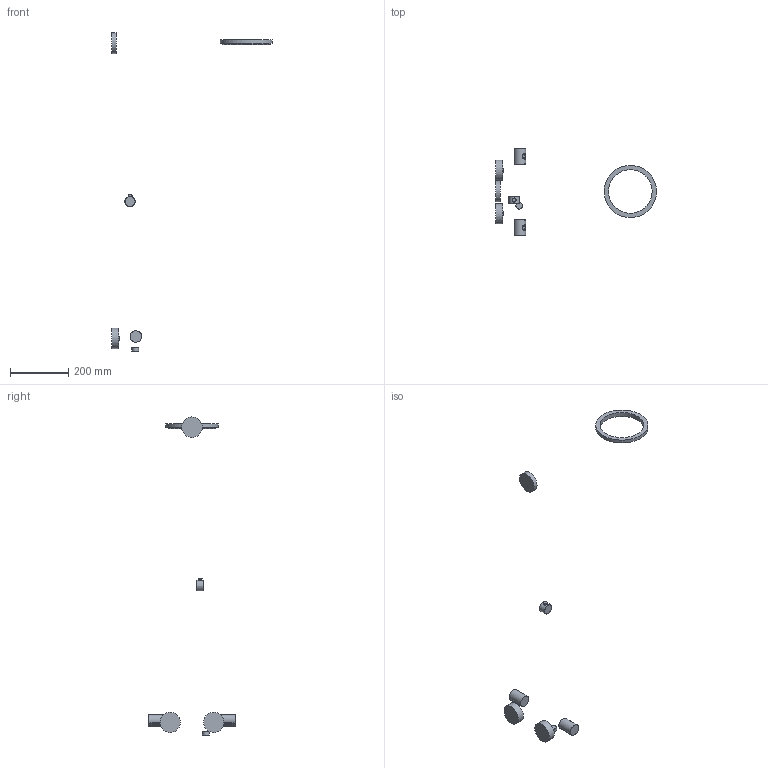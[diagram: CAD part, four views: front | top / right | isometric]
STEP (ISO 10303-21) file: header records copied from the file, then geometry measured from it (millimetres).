
FILE_DESCRIPTION(/* description */ ('Unknown'),/* implementation_level */ '2;1');
FILE_NAME(/* name */ '27296001',/* time_stamp */ '2022-08-26T14:37:43+02:00',/* author */ ('Unknown'),/* organization */ ('GROHE AG'),/* preprocessor_version */ 'ST-DEVELOPER v16.7',/* originating_system */ 'DEX',/* authorisation */ $);
FILE_SCHEMA (('AUTOMOTIVE_DESIGN {1 0 10303 214 3 1 1}'));
Length unit declared in the file: millimetre
Products named in the file (14): 27296001; 27296001_0; 27296001_1; 27296001_2; 081107 GTM1000C Handles Update02; 081107 GTM1000C Handles Update02_0; 27296001_3; 27296001_4; id323; 071012_FamilyHSH_D_Jets5L_Lob; 071108_Family_HSH_FaceEco_E_Lob; A_42_83_153_cosmo 160 headshower_cover ring; face1
Assembly tree (13 placements, depth 2):
  27296001
    27296001
    27296001_0
    27296001_1
    27296001_2
    081107 GTM1000C Handles Update02
    081107 GTM1000C Handles Update02_0
    27296001_3
    27296001_4
    id323
    071012_FamilyHSH_D_Jets5L_Lob
    071108_Family_HSH_FaceEco_E_Lob
    A_42_83_153_cosmo 160 headshower_cover ring
    face1
Bounding box: 553.7 x 298.45 x 1094.53 mm (x, y, z)
Volume: 530341.3 mm3; surface area: 95897.8 mm2
Topology: 8 solids, 8 shells, 70 faces, 144 edges, 94 vertices
Faces by surface type: bspline 38, plane 16, cylinder 12, torus 2, sphere 2
Full cylindrical faces by diameter (mm): 14 x1, 23 x1, 36 x1, 40 x2, 70 x2, 71 x1, 150 x1, 163 x1, 180 x1
Entity records: 3595 total; most frequent: CARTESIAN_POINT 1876, ORIENTED_EDGE 230, DIRECTION 134, EDGE_CURVE 115, B_SPLINE_CURVE_WITH_KNOTS 94, EDGE_LOOP 94, FACE_BOUND 94, VERTEX_POINT 83
